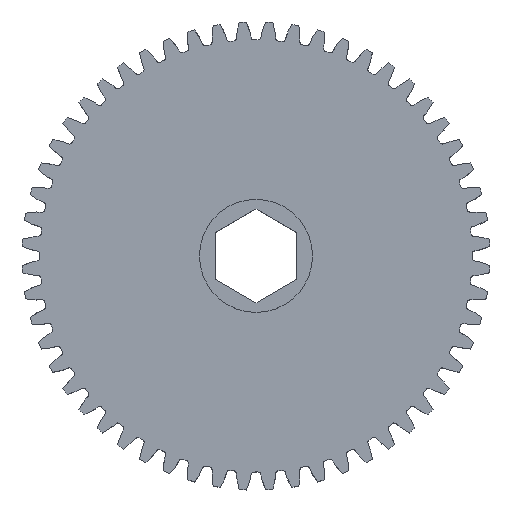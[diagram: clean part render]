
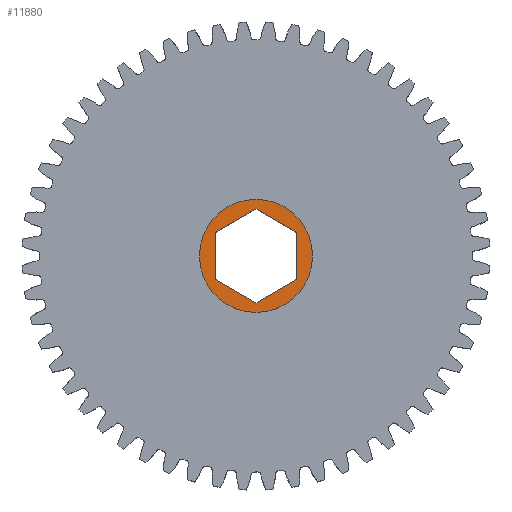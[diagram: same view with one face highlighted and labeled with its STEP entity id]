
A CAD part, top view. The second image highlights one B-rep face of the part: STEP entity #11880.
In plain terms, the highlighted planar face has unit normal (0, 0, 1).
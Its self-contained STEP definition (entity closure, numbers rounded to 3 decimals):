
#81 = VERTEX_POINT ( 'NONE', #12758 ) ;
#492 = VERTEX_POINT ( 'NONE', #3791 ) ;
#523 = FACE_BOUND ( 'NONE', #2153, .T. ) ;
#620 = ORIENTED_EDGE ( 'NONE', *, *, #11976, .F. ) ;
#882 = DIRECTION ( 'NONE',  ( 0., 1., 0. ) ) ;
#1049 = CARTESIAN_POINT ( 'NONE',  ( 6.388, -3.688, 6.3 ) ) ;
#1617 = AXIS2_PLACEMENT_3D ( 'NONE', #12619, #6973, #14043 ) ;
#1691 = DIRECTION ( 'NONE',  ( 0., 1., 0. ) ) ;
#1720 = VERTEX_POINT ( 'NONE', #16133 ) ;
#1835 = EDGE_CURVE ( 'NONE', #492, #81, #3648, .T. ) ;
#1977 = AXIS2_PLACEMENT_3D ( 'NONE', #9105, #7755, #882 ) ;
#2153 = EDGE_LOOP ( 'NONE', ( #11151, #6970, #10714, #13940, #15692, #18056 ) ) ;
#2379 = VERTEX_POINT ( 'NONE', #13821 ) ;
#2559 = DIRECTION ( 'NONE',  ( 0., -1., 0. ) ) ;
#2625 = DIRECTION ( 'NONE',  ( 0.866, -0.5, 0. ) ) ;
#2751 = LINE ( 'NONE', #1049, #17021 ) ;
#2830 = EDGE_CURVE ( 'NONE', #11613, #492, #11996, .T. ) ;
#2918 = VERTEX_POINT ( 'NONE', #13191 ) ;
#3463 = EDGE_CURVE ( 'NONE', #2379, #13549, #2751, .T. ) ;
#3625 = CARTESIAN_POINT ( 'NONE',  ( 0., 8.89, 6.3 ) ) ;
#3648 = LINE ( 'NONE', #3845, #4736 ) ;
#3791 = CARTESIAN_POINT ( 'NONE',  ( 0., 7.376, 6.3 ) ) ;
#3819 = LINE ( 'NONE', #11972, #14589 ) ;
#3845 = CARTESIAN_POINT ( 'NONE',  ( 0., 7.376, 6.3 ) ) ;
#3850 = AXIS2_PLACEMENT_3D ( 'NONE', #14220, #15557, #1691 ) ;
#4393 = PLANE ( 'NONE',  #3850 ) ;
#4736 = VECTOR ( 'NONE', #2625, 1000. ) ;
#4875 = VECTOR ( 'NONE', #5329, 1000. ) ;
#5329 = DIRECTION ( 'NONE',  ( 0., 1., 0. ) ) ;
#5352 = VERTEX_POINT ( 'NONE', #3625 ) ;
#5571 = FACE_OUTER_BOUND ( 'NONE', #12687, .T. ) ;
#5882 = CARTESIAN_POINT ( 'NONE',  ( -6.388, 3.688, 6.3 ) ) ;
#6541 = ORIENTED_EDGE ( 'NONE', *, *, #9053, .F. ) ;
#6970 = ORIENTED_EDGE ( 'NONE', *, *, #2830, .T. ) ;
#6973 = DIRECTION ( 'NONE',  ( 0., 0., -1. ) ) ;
#7336 = CIRCLE ( 'NONE', #1617, 8.89 ) ;
#7755 = DIRECTION ( 'NONE',  ( 0., 0., -1. ) ) ;
#8078 = EDGE_CURVE ( 'NONE', #81, #2379, #3819, .T. ) ;
#8089 = DIRECTION ( 'NONE',  ( -0.866, -0.5, 0. ) ) ;
#9053 = EDGE_CURVE ( 'NONE', #5352, #1720, #7336, .T. ) ;
#9105 = CARTESIAN_POINT ( 'NONE',  ( 0., 0., 6.3 ) ) ;
#9788 = VECTOR ( 'NONE', #11708, 1000. ) ;
#10531 = DIRECTION ( 'NONE',  ( -0.866, 0.5, 0. ) ) ;
#10714 = ORIENTED_EDGE ( 'NONE', *, *, #1835, .T. ) ;
#11151 = ORIENTED_EDGE ( 'NONE', *, *, #17151, .T. ) ;
#11613 = VERTEX_POINT ( 'NONE', #5882 ) ;
#11708 = DIRECTION ( 'NONE',  ( 0.866, 0.5, 0. ) ) ;
#11717 = CARTESIAN_POINT ( 'NONE',  ( 0., -7.376, 6.3 ) ) ;
#11880 = ADVANCED_FACE ( 'NONE', ( #523, #5571 ), #4393, .F. ) ;
#11972 = CARTESIAN_POINT ( 'NONE',  ( 6.388, 3.688, 6.3 ) ) ;
#11976 = EDGE_CURVE ( 'NONE', #1720, #5352, #17433, .T. ) ;
#11996 = LINE ( 'NONE', #14608, #9788 ) ;
#12172 = EDGE_CURVE ( 'NONE', #13549, #2918, #13274, .T. ) ;
#12280 = CARTESIAN_POINT ( 'NONE',  ( -6.388, -3.688, 6.3 ) ) ;
#12619 = CARTESIAN_POINT ( 'NONE',  ( 0., 0., 6.3 ) ) ;
#12687 = EDGE_LOOP ( 'NONE', ( #6541, #620 ) ) ;
#12758 = CARTESIAN_POINT ( 'NONE',  ( 6.388, 3.688, 6.3 ) ) ;
#13191 = CARTESIAN_POINT ( 'NONE',  ( -6.388, -3.688, 6.3 ) ) ;
#13234 = LINE ( 'NONE', #12280, #4875 ) ;
#13274 = LINE ( 'NONE', #17703, #18086 ) ;
#13549 = VERTEX_POINT ( 'NONE', #11717 ) ;
#13821 = CARTESIAN_POINT ( 'NONE',  ( 6.388, -3.688, 6.3 ) ) ;
#13940 = ORIENTED_EDGE ( 'NONE', *, *, #8078, .T. ) ;
#14043 = DIRECTION ( 'NONE',  ( 0., 1., 0. ) ) ;
#14220 = CARTESIAN_POINT ( 'NONE',  ( 0., 0., 6.3 ) ) ;
#14589 = VECTOR ( 'NONE', #2559, 1000. ) ;
#14608 = CARTESIAN_POINT ( 'NONE',  ( -6.388, 3.688, 6.3 ) ) ;
#15557 = DIRECTION ( 'NONE',  ( 0., 0., -1. ) ) ;
#15692 = ORIENTED_EDGE ( 'NONE', *, *, #3463, .T. ) ;
#16133 = CARTESIAN_POINT ( 'NONE',  ( 0., -8.89, 6.3 ) ) ;
#17021 = VECTOR ( 'NONE', #8089, 1000. ) ;
#17151 = EDGE_CURVE ( 'NONE', #2918, #11613, #13234, .T. ) ;
#17433 = CIRCLE ( 'NONE', #1977, 8.89 ) ;
#17703 = CARTESIAN_POINT ( 'NONE',  ( 0., -7.376, 6.3 ) ) ;
#18056 = ORIENTED_EDGE ( 'NONE', *, *, #12172, .T. ) ;
#18086 = VECTOR ( 'NONE', #10531, 1000. ) ;
